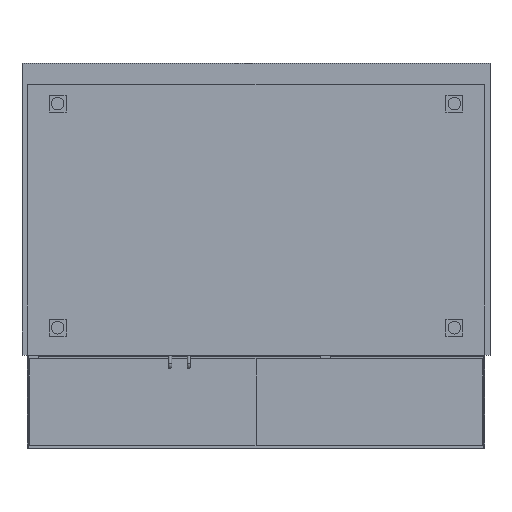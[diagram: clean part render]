
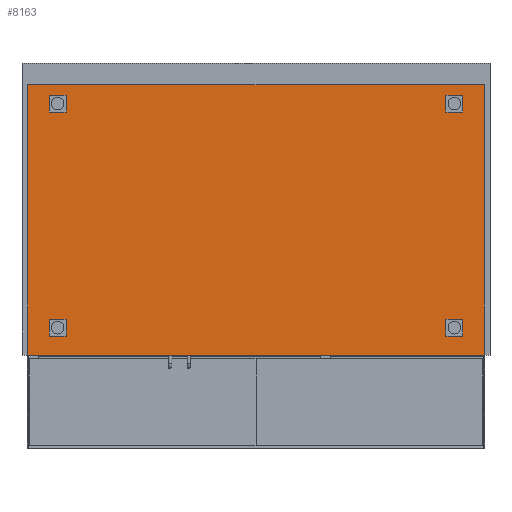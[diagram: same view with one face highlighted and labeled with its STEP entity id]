
A CAD part, front view. The second image highlights one B-rep face of the part: STEP entity #8163.
In plain terms, the highlighted planar face has unit normal (0, -1, 0).
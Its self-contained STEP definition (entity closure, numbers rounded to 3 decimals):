
#957 = VERTEX_POINT ( 'NONE', #6133 ) ;
#1577 = AXIS2_PLACEMENT_3D ( 'NONE', #3607, #7838, #6806 ) ;
#2421 = CARTESIAN_POINT ( 'NONE',  ( -543.5, -498., 296.5 ) ) ;
#3159 = VERTEX_POINT ( 'NONE', #4802 ) ;
#3499 = VERTEX_POINT ( 'NONE', #4435 ) ;
#3607 = CARTESIAN_POINT ( 'NONE',  ( 0., -498., 0. ) ) ;
#3644 = EDGE_CURVE ( 'NONE', #957, #3159, #12689, .T. ) ;
#3655 = CARTESIAN_POINT ( 'NONE',  ( -543.5, -498., 296.5 ) ) ;
#3787 = VECTOR ( 'NONE', #4123, 1000. ) ;
#4123 = DIRECTION ( 'NONE',  ( 0., 0., 1. ) ) ;
#4435 = CARTESIAN_POINT ( 'NONE',  ( -543.5, -498., -347.5 ) ) ;
#4802 = CARTESIAN_POINT ( 'NONE',  ( -543.5, -498., 296.5 ) ) ;
#4910 = DIRECTION ( 'NONE',  ( 1., 0., 0. ) ) ;
#5095 = FACE_OUTER_BOUND ( 'NONE', #10570, .T. ) ;
#5554 = ORIENTED_EDGE ( 'NONE', *, *, #5824, .T. ) ;
#5824 = EDGE_CURVE ( 'NONE', #3159, #3499, #6891, .T. ) ;
#6133 = CARTESIAN_POINT ( 'NONE',  ( 543.5, -498., 296.5 ) ) ;
#6384 = ORIENTED_EDGE ( 'NONE', *, *, #11298, .T. ) ;
#6593 = LINE ( 'NONE', #11390, #3787 ) ;
#6806 = DIRECTION ( 'NONE',  ( 0., 0., -1. ) ) ;
#6825 = VERTEX_POINT ( 'NONE', #12029 ) ;
#6891 = LINE ( 'NONE', #3655, #13590 ) ;
#7838 = DIRECTION ( 'NONE',  ( 0., -1., 0. ) ) ;
#8163 = ADVANCED_FACE ( 'NONE', ( #5095 ), #10998, .T. ) ;
#9906 = VECTOR ( 'NONE', #9907, 1000. ) ;
#9907 = DIRECTION ( 'NONE',  ( -1., 0., 0. ) ) ;
#10187 = DIRECTION ( 'NONE',  ( 0., 0., -1. ) ) ;
#10570 = EDGE_LOOP ( 'NONE', ( #5554, #6384, #12907, #11264 ) ) ;
#10734 = VECTOR ( 'NONE', #4910, 1000. ) ;
#10998 = PLANE ( 'NONE',  #1577 ) ;
#11264 = ORIENTED_EDGE ( 'NONE', *, *, #3644, .T. ) ;
#11298 = EDGE_CURVE ( 'NONE', #3499, #6825, #12193, .T. ) ;
#11390 = CARTESIAN_POINT ( 'NONE',  ( 543.5, -498., 296.5 ) ) ;
#11398 = CARTESIAN_POINT ( 'NONE',  ( -543.5, -498., -347.5 ) ) ;
#12029 = CARTESIAN_POINT ( 'NONE',  ( 543.5, -498., -347.5 ) ) ;
#12193 = LINE ( 'NONE', #11398, #10734 ) ;
#12689 = LINE ( 'NONE', #2421, #9906 ) ;
#12907 = ORIENTED_EDGE ( 'NONE', *, *, #13503, .T. ) ;
#13503 = EDGE_CURVE ( 'NONE', #6825, #957, #6593, .T. ) ;
#13590 = VECTOR ( 'NONE', #10187, 1000. ) ;
